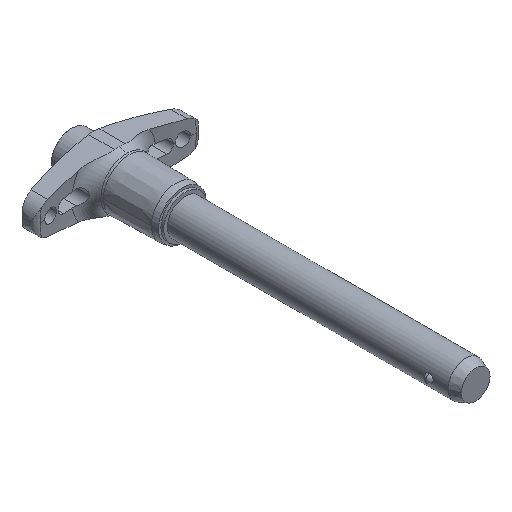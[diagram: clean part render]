
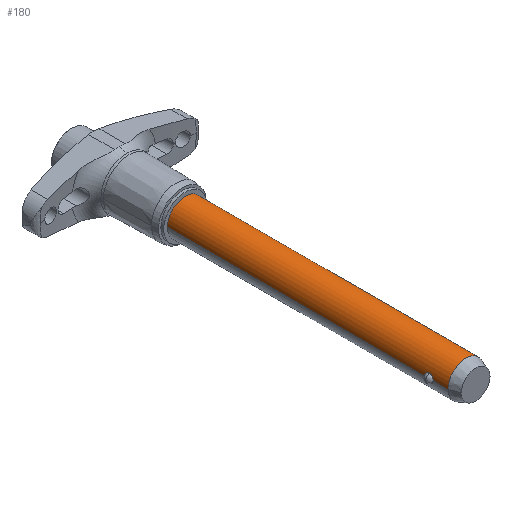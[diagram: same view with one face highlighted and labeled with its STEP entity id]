
A CAD part, isometric view. The second image highlights one B-rep face of the part: STEP entity #180.
In plain terms, the highlighted cylindrical face has radius 6.35 mm (diameter 12.7 mm), a partial arc.
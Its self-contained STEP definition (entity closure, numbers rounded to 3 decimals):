
#180=ADVANCED_FACE('',(#384),#385,.T.);
#384=FACE_OUTER_BOUND('',#607,.T.);
#385=CYLINDRICAL_SURFACE('',#608,6.35);
#607=EDGE_LOOP('',(#1111,#1112,#1113,#1114,#1115,#1116,#1117,#1118,#1119,#1120));
#608=AXIS2_PLACEMENT_3D('',#1121,#1122,#1123);
#1111=ORIENTED_EDGE('',*,*,#1410,.T.);
#1112=ORIENTED_EDGE('',*,*,#1501,.T.);
#1113=ORIENTED_EDGE('',*,*,#1582,.T.);
#1114=ORIENTED_EDGE('',*,*,#1415,.T.);
#1115=ORIENTED_EDGE('',*,*,#1391,.F.);
#1116=ORIENTED_EDGE('',*,*,#1414,.T.);
#1117=ORIENTED_EDGE('',*,*,#1544,.T.);
#1118=ORIENTED_EDGE('',*,*,#1370,.T.);
#1119=ORIENTED_EDGE('',*,*,#1412,.T.);
#1120=ORIENTED_EDGE('',*,*,#1386,.T.);
#1121=CARTESIAN_POINT('',(0.0,-51.562,0.0));
#1122=DIRECTION('',(-0.0,1.0,0.0));
#1123=DIRECTION('',(1.0,0.0,0.0));
#1370=EDGE_CURVE('',#1638,#1641,#1643,.T.);
#1386=EDGE_CURVE('',#1672,#1670,#1673,.T.);
#1391=EDGE_CURVE('',#1679,#1678,#1681,.T.);
#1410=EDGE_CURVE('',#1670,#1710,#1711,.T.);
#1412=EDGE_CURVE('',#1641,#1672,#1713,.T.);
#1414=EDGE_CURVE('',#1679,#1714,#1716,.T.);
#1415=EDGE_CURVE('',#1717,#1678,#1718,.T.);
#1501=EDGE_CURVE('',#1710,#1859,#1861,.T.);
#1544=EDGE_CURVE('',#1714,#1638,#1921,.T.);
#1582=EDGE_CURVE('',#1859,#1717,#1970,.T.);
#1638=VERTEX_POINT('',#2032);
#1641=VERTEX_POINT('',#2035);
#1643=B_SPLINE_CURVE_WITH_KNOTS('',3,(#2050,#2051,#2052,#2053,#2054,#2055,#2056,#2057,#2058,#2059,#2060,#2061,#2062,#2063),.UNSPECIFIED.,.F.,.F.,(4,2,2,2,2,2,4),(0.0,0.507,1.013,1.242,1.471,1.846,2.221),.UNSPECIFIED.);
#1670=VERTEX_POINT('',#2237);
#1672=VERTEX_POINT('',#2240);
#1673=CIRCLE('',#2241,6.35);
#1678=VERTEX_POINT('',#2247);
#1679=VERTEX_POINT('',#2248);
#1681=CIRCLE('',#2250,6.35);
#1710=VERTEX_POINT('',#2333);
#1711=LINE('',#2334,#2335);
#1713=LINE('',#2337,#2338);
#1714=VERTEX_POINT('',#2339);
#1716=LINE('',#2354,#2355);
#1717=VERTEX_POINT('',#2356);
#1718=LINE('',#2357,#2358);
#1859=VERTEX_POINT('',#3186);
#1861=B_SPLINE_CURVE_WITH_KNOTS('',3,(#3188,#3189,#3190,#3191,#3192,#3193,#3194,#3195,#3196,#3197,#3198,#3199,#3200,#3201),.UNSPECIFIED.,.F.,.F.,(4,2,2,2,2,2,4),(2.221,2.596,2.971,3.2,3.429,3.935,4.442),.UNSPECIFIED.);
#1921=B_SPLINE_CURVE_WITH_KNOTS('',3,(#3599,#3600,#3601,#3602,#3603,#3604,#3605,#3606,#3607,#3608,#3609,#3610,#3611,#3612),.UNSPECIFIED.,.F.,.F.,(4,2,2,2,2,2,4),(6.663,7.038,7.413,7.642,7.871,8.377,8.884),.UNSPECIFIED.);
#1970=B_SPLINE_CURVE_WITH_KNOTS('',3,(#3819,#3820,#3821,#3822,#3823,#3824,#3825,#3826,#3827,#3828,#3829,#3830,#3831,#3832),.UNSPECIFIED.,.F.,.F.,(4,2,2,2,2,2,4),(4.442,4.948,5.455,5.684,5.912,6.288,6.663),.UNSPECIFIED.);
#2032=CARTESIAN_POINT('',(-6.172,-92.908,1.495));
#2035=CARTESIAN_POINT('',(-6.35,-94.377,0.));
#2050=CARTESIAN_POINT('',(-6.172,-92.908,1.495));
#2051=CARTESIAN_POINT('',(-6.172,-93.077,1.495));
#2052=CARTESIAN_POINT('',(-6.179,-93.258,1.464));
#2053=CARTESIAN_POINT('',(-6.208,-93.594,1.336));
#2054=CARTESIAN_POINT('',(-6.229,-93.749,1.24));
#2055=CARTESIAN_POINT('',(-6.258,-93.931,1.079));
#2056=CARTESIAN_POINT('',(-6.268,-93.989,1.019));
#2057=CARTESIAN_POINT('',(-6.288,-94.093,0.891));
#2058=CARTESIAN_POINT('',(-6.297,-94.14,0.822));
#2059=CARTESIAN_POINT('',(-6.318,-94.239,0.648));
#2060=CARTESIAN_POINT('',(-6.33,-94.292,0.522));
#2061=CARTESIAN_POINT('',(-6.346,-94.361,0.261));
#2062=CARTESIAN_POINT('',(-6.35,-94.377,0.125));
#2063=CARTESIAN_POINT('',(-6.35,-94.377,0.));
#2237=CARTESIAN_POINT('',(6.35,-99.619,0.0));
#2240=CARTESIAN_POINT('',(-6.35,-99.619,0.));
#2241=AXIS2_PLACEMENT_3D('',#3938,#3939,#3940);
#2247=CARTESIAN_POINT('',(6.35,0.0,0.0));
#2248=CARTESIAN_POINT('',(-6.35,0.0,0.));
#2250=AXIS2_PLACEMENT_3D('',#3948,#3949,#3950);
#2333=CARTESIAN_POINT('',(6.35,-94.377,0.));
#2334=CARTESIAN_POINT('',(6.35,-51.562,0.));
#2335=VECTOR('',#3978,1.0);
#2337=CARTESIAN_POINT('',(-6.35,-51.562,0.));
#2338=VECTOR('',#3982,1.0);
#2339=CARTESIAN_POINT('',(-6.35,-91.44,0.));
#2354=CARTESIAN_POINT('',(-6.35,-51.562,0.));
#2355=VECTOR('',#3983,1.0);
#2356=CARTESIAN_POINT('',(6.35,-91.44,0.));
#2357=CARTESIAN_POINT('',(6.35,-51.562,0.));
#2358=VECTOR('',#3984,1.0);
#3186=CARTESIAN_POINT('',(6.172,-92.908,1.495));
#3188=CARTESIAN_POINT('',(6.35,-94.377,0.0));
#3189=CARTESIAN_POINT('',(6.35,-94.377,0.125));
#3190=CARTESIAN_POINT('',(6.346,-94.361,0.261));
#3191=CARTESIAN_POINT('',(6.33,-94.292,0.522));
#3192=CARTESIAN_POINT('',(6.318,-94.239,0.648));
#3193=CARTESIAN_POINT('',(6.297,-94.14,0.822));
#3194=CARTESIAN_POINT('',(6.288,-94.093,0.891));
#3195=CARTESIAN_POINT('',(6.268,-93.989,1.019));
#3196=CARTESIAN_POINT('',(6.258,-93.931,1.079));
#3197=CARTESIAN_POINT('',(6.229,-93.749,1.24));
#3198=CARTESIAN_POINT('',(6.208,-93.594,1.336));
#3199=CARTESIAN_POINT('',(6.179,-93.258,1.464));
#3200=CARTESIAN_POINT('',(6.172,-93.077,1.495));
#3201=CARTESIAN_POINT('',(6.172,-92.908,1.495));
#3599=CARTESIAN_POINT('',(-6.35,-91.44,0.));
#3600=CARTESIAN_POINT('',(-6.35,-91.44,0.125));
#3601=CARTESIAN_POINT('',(-6.346,-91.456,0.261));
#3602=CARTESIAN_POINT('',(-6.33,-91.525,0.522));
#3603=CARTESIAN_POINT('',(-6.318,-91.578,0.648));
#3604=CARTESIAN_POINT('',(-6.297,-91.677,0.822));
#3605=CARTESIAN_POINT('',(-6.288,-91.723,0.891));
#3606=CARTESIAN_POINT('',(-6.268,-91.828,1.019));
#3607=CARTESIAN_POINT('',(-6.258,-91.886,1.079));
#3608=CARTESIAN_POINT('',(-6.229,-92.068,1.24));
#3609=CARTESIAN_POINT('',(-6.208,-92.223,1.336));
#3610=CARTESIAN_POINT('',(-6.179,-92.559,1.464));
#3611=CARTESIAN_POINT('',(-6.172,-92.74,1.495));
#3612=CARTESIAN_POINT('',(-6.172,-92.908,1.495));
#3819=CARTESIAN_POINT('',(6.172,-92.908,1.495));
#3820=CARTESIAN_POINT('',(6.172,-92.74,1.495));
#3821=CARTESIAN_POINT('',(6.179,-92.559,1.464));
#3822=CARTESIAN_POINT('',(6.208,-92.223,1.336));
#3823=CARTESIAN_POINT('',(6.229,-92.068,1.24));
#3824=CARTESIAN_POINT('',(6.258,-91.886,1.079));
#3825=CARTESIAN_POINT('',(6.268,-91.828,1.019));
#3826=CARTESIAN_POINT('',(6.288,-91.723,0.891));
#3827=CARTESIAN_POINT('',(6.297,-91.677,0.822));
#3828=CARTESIAN_POINT('',(6.318,-91.578,0.648));
#3829=CARTESIAN_POINT('',(6.33,-91.525,0.522));
#3830=CARTESIAN_POINT('',(6.346,-91.456,0.261));
#3831=CARTESIAN_POINT('',(6.35,-91.44,0.125));
#3832=CARTESIAN_POINT('',(6.35,-91.44,0.));
#3938=CARTESIAN_POINT('',(0.0,-99.619,0.0));
#3939=DIRECTION('',(0.,1.0,0.0));
#3940=DIRECTION('',(1.0,0.,0.0));
#3948=CARTESIAN_POINT('',(0.0,0.0,0.0));
#3949=DIRECTION('',(-0.0,1.0,0.0));
#3950=DIRECTION('',(1.0,0.0,0.0));
#3978=DIRECTION('',(0.0,1.0,0.0));
#3982=DIRECTION('',(-0.0,-1.0,-0.0));
#3983=DIRECTION('',(-0.0,-1.0,-0.0));
#3984=DIRECTION('',(0.0,1.0,0.0));
